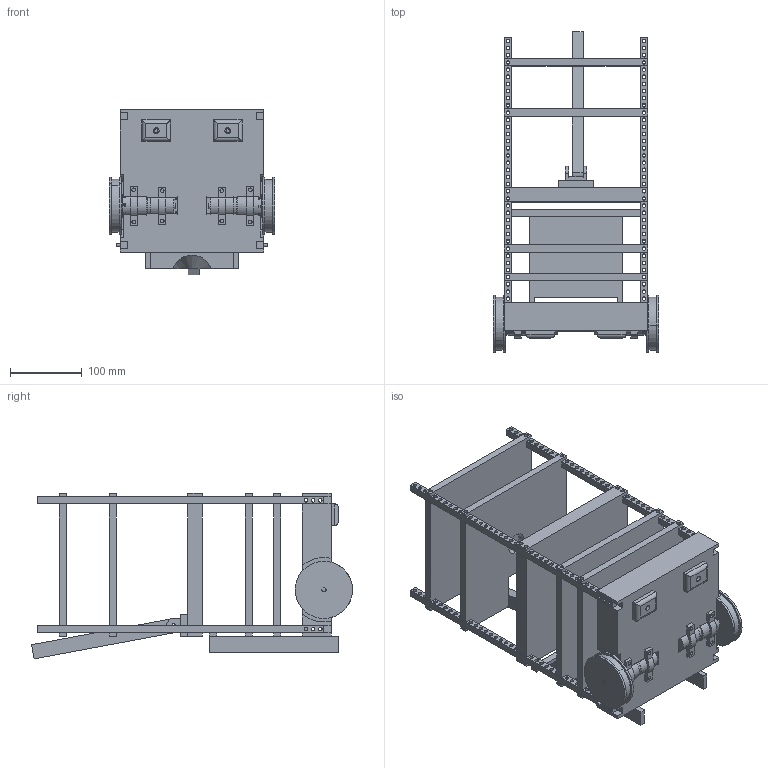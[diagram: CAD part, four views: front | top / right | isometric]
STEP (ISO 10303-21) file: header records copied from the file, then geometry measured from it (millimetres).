
FILE_DESCRIPTION (( 'STEP AP214' ), '1' );
FILE_NAME ('base_roulante_robot1_model_V1.STEP', '2015-12-27T09:24:11', ( '' ), ( '' ), 'SwSTEP 2.0', 'SolidWorks 2014', '' );
FILE_SCHEMA (( 'AUTOMOTIVE_DESIGN' ));
Length unit declared in the file: millimetre
Products named in the file (15): patin_robot2_model; roue_imprimer_robot2_model; fausse_canne_model_V1SLDPRT; Tige_robot1_modelV1; support_moteur_32.02mm; plaque_tige_20mm_V1; moteur_IG320100; plaque_tige_10mm_V1; support_moteur_30mm; base_robot1_modelV1; plaque_tige_10mm_plein_V1; base_roulante_robot1_model_V1; face_avant_robot_model_V1; tige_dim5_210mm_model_v1; support_fausse_canne_model_V1
Assembly tree (24 placements, depth 2):
  base_roulante_robot1_model_V1
    base_robot1_modelV1
    moteur_IG320100  x2
    support_moteur_32.02mm  x2
    support_moteur_30mm  x2
    Tige_robot1_modelV1  x4
    plaque_tige_10mm_plein_V1  x2
    plaque_tige_20mm_V1
    face_avant_robot_model_V1
    roue_imprimer_robot2_model  x2
    patin_robot2_model  x2
    plaque_tige_10mm_V1  x2
    support_fausse_canne_model_V1
    fausse_canne_model_V1SLDPRT
    tige_dim5_210mm_model_v1
Bounding box: 231.8 x 448.46 x 231.37 mm (x, y, z)
Volume: 4519145.1 mm3; surface area: 850498.5 mm2
Topology: 24 solids, 24 shells, 988 faces, 2657 edges, 1756 vertices
Faces by surface type: cylinder 599, plane 352, torus 36, cone 1
Entity records: 17007 total; most frequent: DIRECTION 2971, CARTESIAN_POINT 2826, ORIENTED_EDGE 2682, EDGE_CURVE 1341, AXIS2_PLACEMENT_3D 1105, VERTEX_POINT 886, VECTOR 761, LINE 761
